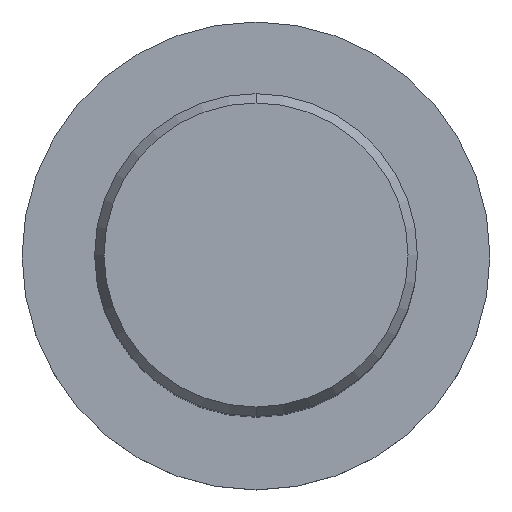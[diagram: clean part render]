
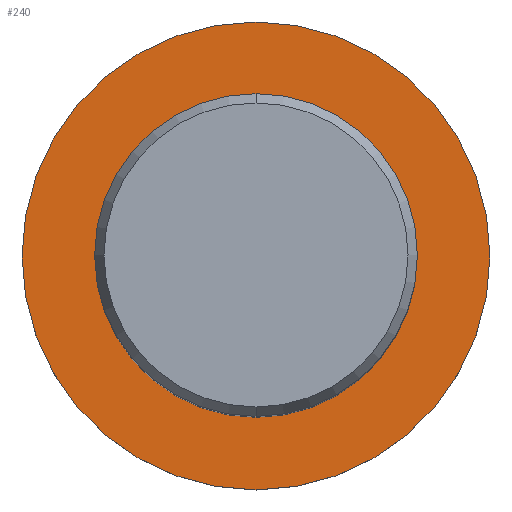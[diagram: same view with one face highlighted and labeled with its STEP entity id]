
A CAD part, top view. The second image highlights one B-rep face of the part: STEP entity #240.
In plain terms, the highlighted planar face has unit normal (0, 0, 1).
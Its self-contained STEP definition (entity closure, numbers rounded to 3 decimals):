
#198=EDGE_CURVE('',#302,#252,#531,.T.);
#240=ADVANCED_FACE('',(#578,#579),#580,.T.);
#252=VERTEX_POINT('',#592);
#302=VERTEX_POINT('',#645);
#342=EDGE_CURVE('',#444,#396,#686,.T.);
#350=EDGE_CURVE('',#396,#444,#695,.T.);
#396=VERTEX_POINT('',#747);
#440=EDGE_CURVE('',#252,#302,#797,.T.);
#444=VERTEX_POINT('',#801);
#531=CIRCLE('',#916,29.0);
#578=FACE_BOUND('',#1032,.T.);
#579=FACE_OUTER_BOUND('',#1033,.T.);
#580=PLANE('',#1034);
#592=CARTESIAN_POINT('',(0.,-29.0,-70.0));
#645=CARTESIAN_POINT('',(0.0,29.0,-70.0));
#686=CIRCLE('',#1310,20.0);
#695=CIRCLE('',#1344,20.0);
#747=CARTESIAN_POINT('',(0.0,20.0,-70.0));
#797=CIRCLE('',#1501,29.0);
#801=CARTESIAN_POINT('',(0.,-20.0,-70.0));
#916=AXIS2_PLACEMENT_3D('',#1605,#1606,#1607);
#1032=EDGE_LOOP('',(#1662,#1663));
#1033=EDGE_LOOP('',(#1664,#1665));
#1034=AXIS2_PLACEMENT_3D('',#1666,#1667,#1668);
#1310=AXIS2_PLACEMENT_3D('',#1750,#1751,#1752);
#1344=AXIS2_PLACEMENT_3D('',#1763,#1764,#1765);
#1501=AXIS2_PLACEMENT_3D('',#1915,#1916,#1917);
#1605=CARTESIAN_POINT('',(0.0,0.0,-70.0));
#1606=DIRECTION('',(0.0,0.0,-1.0));
#1607=DIRECTION('',(0.0,1.0,0.0));
#1662=ORIENTED_EDGE('',*,*,#350,.T.);
#1663=ORIENTED_EDGE('',*,*,#342,.T.);
#1664=ORIENTED_EDGE('',*,*,#198,.F.);
#1665=ORIENTED_EDGE('',*,*,#440,.F.);
#1666=CARTESIAN_POINT('',(0.0,14.5,-70.0));
#1667=DIRECTION('',(-0.0,0.0,1.0));
#1668=DIRECTION('',(0.0,-1.0,0.0));
#1750=CARTESIAN_POINT('',(0.0,0.0,-70.0));
#1751=DIRECTION('',(-0.0,0.0,-1.0));
#1752=DIRECTION('',(0.0,1.0,0.0));
#1763=CARTESIAN_POINT('',(0.0,0.0,-70.0));
#1764=DIRECTION('',(-0.0,0.0,-1.0));
#1765=DIRECTION('',(0.0,1.0,0.0));
#1915=CARTESIAN_POINT('',(0.0,0.0,-70.0));
#1916=DIRECTION('',(0.0,0.0,-1.0));
#1917=DIRECTION('',(0.0,1.0,0.0));
